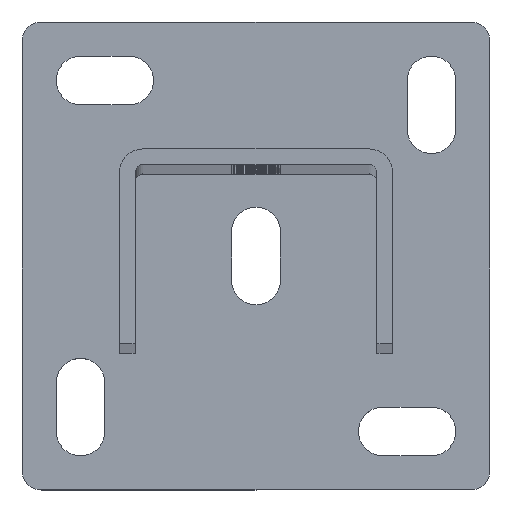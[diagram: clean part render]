
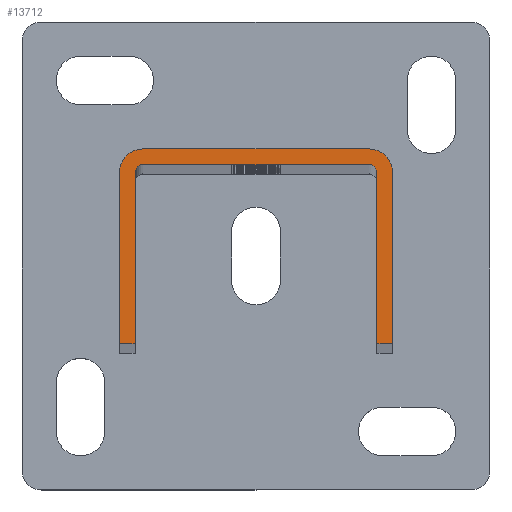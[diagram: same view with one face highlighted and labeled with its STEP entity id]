
A CAD part, top view. The second image highlights one B-rep face of the part: STEP entity #13712.
In plain terms, the highlighted planar face has unit normal (0, 0, 1).
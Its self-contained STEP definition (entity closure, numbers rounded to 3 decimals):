
#18 = VECTOR ( 'NONE', #5678, 1000. ) ;
#39 = EDGE_CURVE ( 'NONE', #10354, #9200, #14681, .T. ) ;
#365 = DIRECTION ( 'NONE',  ( 1., 0., 0. ) ) ;
#552 = DIRECTION ( 'NONE',  ( 0., 1., 0. ) ) ;
#648 = CARTESIAN_POINT ( 'NONE',  ( -29., 21., 1408. ) ) ;
#742 = VECTOR ( 'NONE', #9725, 1000. ) ;
#858 = VERTEX_POINT ( 'NONE', #13642 ) ;
#908 = CARTESIAN_POINT ( 'NONE',  ( -29., 25., 1408. ) ) ;
#1118 = EDGE_CURVE ( 'NONE', #5153, #3666, #10642, .T. ) ;
#1635 = CARTESIAN_POINT ( 'NONE',  ( 35., -25., 1408. ) ) ;
#1650 = DIRECTION ( 'NONE',  ( 1., 0., 0. ) ) ;
#1731 = DIRECTION ( 'NONE',  ( 0., 0., -1. ) ) ;
#1788 = AXIS2_PLACEMENT_3D ( 'NONE', #2656, #15273, #365 ) ;
#2199 = CIRCLE ( 'NONE', #12175, 2. ) ;
#2333 = VERTEX_POINT ( 'NONE', #4544 ) ;
#2656 = CARTESIAN_POINT ( 'NONE',  ( -29., 19., 1408. ) ) ;
#2682 = CARTESIAN_POINT ( 'NONE',  ( 35., 19., 1408. ) ) ;
#3033 = VECTOR ( 'NONE', #14487, 1000. ) ;
#3207 = EDGE_CURVE ( 'NONE', #3666, #10801, #13889, .T. ) ;
#3506 = VECTOR ( 'NONE', #4678, 1000. ) ;
#3666 = VERTEX_POINT ( 'NONE', #1635 ) ;
#3698 = DIRECTION ( 'NONE',  ( 0., 1., 0. ) ) ;
#3825 = VECTOR ( 'NONE', #3698, 1000. ) ;
#3935 = ORIENTED_EDGE ( 'NONE', *, *, #14973, .F. ) ;
#4225 = ORIENTED_EDGE ( 'NONE', *, *, #15717, .T. ) ;
#4331 = ORIENTED_EDGE ( 'NONE', *, *, #39, .F. ) ;
#4374 = DIRECTION ( 'NONE',  ( 0., 0., -1. ) ) ;
#4544 = CARTESIAN_POINT ( 'NONE',  ( 29., 25., 1408. ) ) ;
#4678 = DIRECTION ( 'NONE',  ( 1., 0., 0. ) ) ;
#5153 = VERTEX_POINT ( 'NONE', #2682 ) ;
#5342 = CIRCLE ( 'NONE', #10331, 6. ) ;
#5678 = DIRECTION ( 'NONE',  ( -1., 0., 0. ) ) ;
#5715 = CARTESIAN_POINT ( 'NONE',  ( 35., 19., 1408. ) ) ;
#5813 = EDGE_CURVE ( 'NONE', #858, #11892, #2199, .T. ) ;
#6042 = EDGE_CURVE ( 'NONE', #9200, #2333, #12137, .T. ) ;
#6371 = VECTOR ( 'NONE', #552, 1000. ) ;
#6410 = AXIS2_PLACEMENT_3D ( 'NONE', #15381, #13922, #7920 ) ;
#6514 = CARTESIAN_POINT ( 'NONE',  ( -35., -25., 1408. ) ) ;
#6826 = CARTESIAN_POINT ( 'NONE',  ( 31., 19., 1408. ) ) ;
#6886 = LINE ( 'NONE', #8474, #18 ) ;
#6899 = EDGE_CURVE ( 'NONE', #9758, #7389, #9957, .T. ) ;
#6919 = CARTESIAN_POINT ( 'NONE',  ( -35., -25., 1408. ) ) ;
#7389 = VERTEX_POINT ( 'NONE', #12859 ) ;
#7753 = VECTOR ( 'NONE', #11652, 1000. ) ;
#7920 = DIRECTION ( 'NONE',  ( -1., 0., 0. ) ) ;
#8137 = AXIS2_PLACEMENT_3D ( 'NONE', #9000, #4374, #9158 ) ;
#8468 = CARTESIAN_POINT ( 'NONE',  ( 31., -25., 1408. ) ) ;
#8474 = CARTESIAN_POINT ( 'NONE',  ( -31., -25., 1408. ) ) ;
#9000 = CARTESIAN_POINT ( 'NONE',  ( -29., 19., 1408. ) ) ;
#9158 = DIRECTION ( 'NONE',  ( -1., 0., 0. ) ) ;
#9200 = VERTEX_POINT ( 'NONE', #11362 ) ;
#9458 = ORIENTED_EDGE ( 'NONE', *, *, #13868, .T. ) ;
#9488 = EDGE_CURVE ( 'NONE', #9758, #12419, #6886, .T. ) ;
#9606 = ORIENTED_EDGE ( 'NONE', *, *, #10356, .F. ) ;
#9725 = DIRECTION ( 'NONE',  ( 1., 0., 0. ) ) ;
#9758 = VERTEX_POINT ( 'NONE', #12296 ) ;
#9786 = CARTESIAN_POINT ( 'NONE',  ( 31., 19., 1408. ) ) ;
#9957 = LINE ( 'NONE', #14941, #3825 ) ;
#10127 = ORIENTED_EDGE ( 'NONE', *, *, #15535, .T. ) ;
#10279 = ORIENTED_EDGE ( 'NONE', *, *, #1118, .F. ) ;
#10301 = CARTESIAN_POINT ( 'NONE',  ( 29., 19., 1408. ) ) ;
#10331 = AXIS2_PLACEMENT_3D ( 'NONE', #10301, #15380, #15459 ) ;
#10354 = VERTEX_POINT ( 'NONE', #10389 ) ;
#10356 = EDGE_CURVE ( 'NONE', #2333, #5153, #5342, .T. ) ;
#10389 = CARTESIAN_POINT ( 'NONE',  ( -35., 19., 1408. ) ) ;
#10471 = LINE ( 'NONE', #6826, #15315 ) ;
#10642 = LINE ( 'NONE', #5715, #3033 ) ;
#10715 = DIRECTION ( 'NONE',  ( 0., -1., 0. ) ) ;
#10761 = CARTESIAN_POINT ( 'NONE',  ( 35., -25., 1408. ) ) ;
#10801 = VERTEX_POINT ( 'NONE', #8468 ) ;
#11307 = PLANE ( 'NONE',  #6410 ) ;
#11362 = CARTESIAN_POINT ( 'NONE',  ( -29., 25., 1408. ) ) ;
#11538 = FACE_OUTER_BOUND ( 'NONE', #13827, .T. ) ;
#11582 = CARTESIAN_POINT ( 'NONE',  ( 29., 19., 1408. ) ) ;
#11652 = DIRECTION ( 'NONE',  ( -1., 0., 0. ) ) ;
#11892 = VERTEX_POINT ( 'NONE', #9786 ) ;
#12096 = ORIENTED_EDGE ( 'NONE', *, *, #3207, .F. ) ;
#12137 = LINE ( 'NONE', #908, #3506 ) ;
#12175 = AXIS2_PLACEMENT_3D ( 'NONE', #11582, #1731, #1650 ) ;
#12277 = CIRCLE ( 'NONE', #1788, 2. ) ;
#12296 = CARTESIAN_POINT ( 'NONE',  ( -31., -25., 1408. ) ) ;
#12328 = CARTESIAN_POINT ( 'NONE',  ( -29., 21., 1408. ) ) ;
#12419 = VERTEX_POINT ( 'NONE', #6919 ) ;
#12859 = CARTESIAN_POINT ( 'NONE',  ( -31., 19., 1408. ) ) ;
#13199 = VERTEX_POINT ( 'NONE', #648 ) ;
#13642 = CARTESIAN_POINT ( 'NONE',  ( 29., 21., 1408. ) ) ;
#13712 = ADVANCED_FACE ( 'NONE', ( #11538 ), #11307, .F. ) ;
#13827 = EDGE_LOOP ( 'NONE', ( #9458, #12096, #10279, #9606, #15649, #4331, #3935, #15311, #16149, #10127, #4225, #15132 ) ) ;
#13868 = EDGE_CURVE ( 'NONE', #11892, #10801, #10471, .T. ) ;
#13889 = LINE ( 'NONE', #10761, #7753 ) ;
#13922 = DIRECTION ( 'NONE',  ( 0., 0., -1. ) ) ;
#14304 = LINE ( 'NONE', #12328, #742 ) ;
#14487 = DIRECTION ( 'NONE',  ( 0., -1., 0. ) ) ;
#14681 = CIRCLE ( 'NONE', #8137, 6. ) ;
#14941 = CARTESIAN_POINT ( 'NONE',  ( -31., -25., 1408. ) ) ;
#14973 = EDGE_CURVE ( 'NONE', #12419, #10354, #15469, .T. ) ;
#15132 = ORIENTED_EDGE ( 'NONE', *, *, #5813, .T. ) ;
#15273 = DIRECTION ( 'NONE',  ( 0., 0., -1. ) ) ;
#15311 = ORIENTED_EDGE ( 'NONE', *, *, #9488, .F. ) ;
#15315 = VECTOR ( 'NONE', #10715, 1000. ) ;
#15380 = DIRECTION ( 'NONE',  ( 0., 0., -1. ) ) ;
#15381 = CARTESIAN_POINT ( 'NONE',  ( 29., 19., 1408. ) ) ;
#15459 = DIRECTION ( 'NONE',  ( -1., 0., 0. ) ) ;
#15469 = LINE ( 'NONE', #6514, #6371 ) ;
#15535 = EDGE_CURVE ( 'NONE', #7389, #13199, #12277, .T. ) ;
#15649 = ORIENTED_EDGE ( 'NONE', *, *, #6042, .F. ) ;
#15717 = EDGE_CURVE ( 'NONE', #13199, #858, #14304, .T. ) ;
#16149 = ORIENTED_EDGE ( 'NONE', *, *, #6899, .T. ) ;
